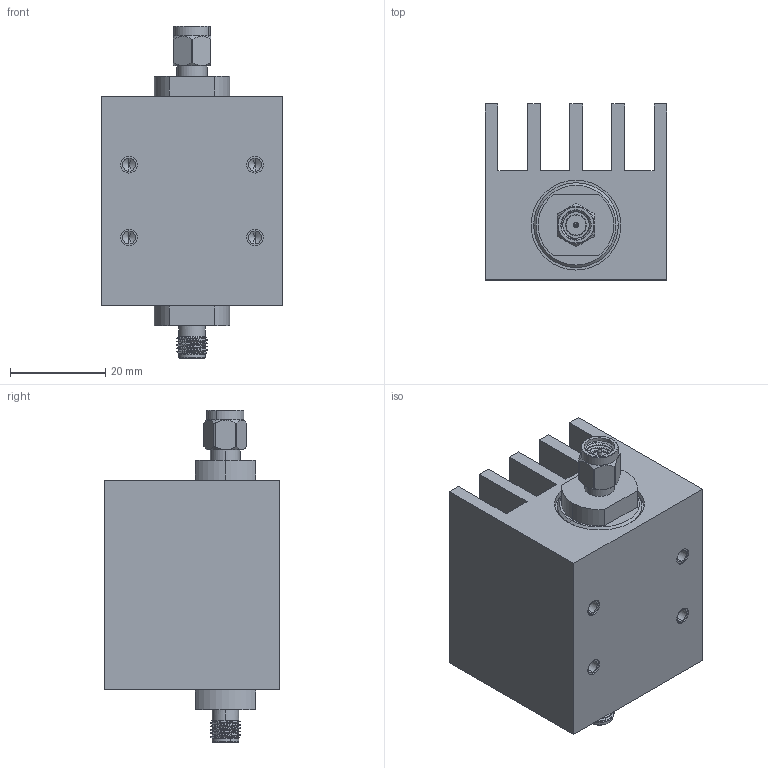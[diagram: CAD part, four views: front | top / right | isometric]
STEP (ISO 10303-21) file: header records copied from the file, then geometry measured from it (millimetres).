
FILE_DESCRIPTION (( 'STEP AP214' ), '1' );
FILE_NAME ('SA4S25-30_3D.step', '2023-07-27T17:34:44', ( '' ), ( '' ), 'SwSTEP 2.0', 'SolidWorks 2022', '' );
FILE_SCHEMA (( 'AUTOMOTIVE_DESIGN' ));
Length unit declared in the file: inch
Products named in the file (1): SA4S25-30_3D
Bounding box: 38.1 x 36.83 x 69.6 mm (x, y, z)
Volume: 48215.5 mm3; surface area: 15248.4 mm2
Topology: 1 solids, 1 shells, 188 faces, 462 edges, 291 vertices
Faces by surface type: cylinder 81, plane 63, cone 34, bspline 8, torus 2
Entity records: 8591 total; most frequent: CARTESIAN_POINT 4274, ORIENTED_EDGE 908, DIRECTION 873, EDGE_CURVE 454, AXIS2_PLACEMENT_3D 331, VERTEX_POINT 291, LINE 211, EDGE_LOOP 211
